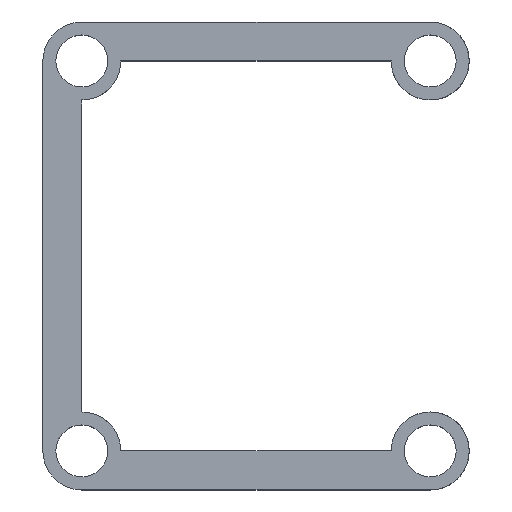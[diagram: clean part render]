
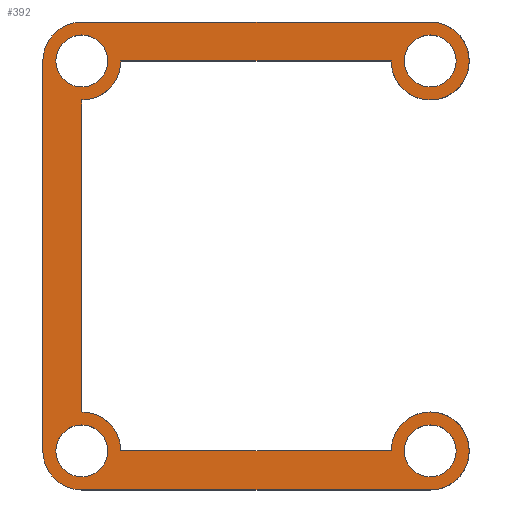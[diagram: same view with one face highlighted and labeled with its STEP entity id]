
A CAD part, top view. The second image highlights one B-rep face of the part: STEP entity #392.
In plain terms, the highlighted planar face has unit normal (0, 0, 1).
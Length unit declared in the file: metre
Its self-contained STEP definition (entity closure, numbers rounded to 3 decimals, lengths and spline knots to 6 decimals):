
#24=PLANE('',#452);
#33=LINE('',#595,#60);
#37=LINE('',#609,#64);
#41=LINE('',#625,#68);
#45=LINE('',#641,#72);
#49=LINE('',#655,#76);
#52=LINE('',#674,#79);
#60=VECTOR('',#471,1.);
#64=VECTOR('',#485,1.);
#68=VECTOR('',#501,1.);
#72=VECTOR('',#517,1.);
#76=VECTOR('',#531,1.);
#79=VECTOR('',#554,1.);
#145=ORIENTED_EDGE('',*,*,#235,.F.);
#146=ORIENTED_EDGE('',*,*,#191,.T.);
#147=ORIENTED_EDGE('',*,*,#195,.F.);
#148=ORIENTED_EDGE('',*,*,#199,.T.);
#149=ORIENTED_EDGE('',*,*,#202,.F.);
#150=ORIENTED_EDGE('',*,*,#206,.T.);
#151=ORIENTED_EDGE('',*,*,#210,.T.);
#152=ORIENTED_EDGE('',*,*,#214,.T.);
#153=ORIENTED_EDGE('',*,*,#218,.T.);
#154=ORIENTED_EDGE('',*,*,#221,.T.);
#155=ORIENTED_EDGE('',*,*,#225,.T.);
#156=ORIENTED_EDGE('',*,*,#228,.T.);
#157=ORIENTED_EDGE('',*,*,#234,.F.);
#158=ORIENTED_EDGE('',*,*,#231,.F.);
#159=ORIENTED_EDGE('',*,*,#229,.F.);
#160=ORIENTED_EDGE('',*,*,#237,.F.);
#191=EDGE_CURVE('',#245,#244,#281,.T.);
#195=EDGE_CURVE('',#247,#244,#33,.T.);
#199=EDGE_CURVE('',#247,#250,#283,.T.);
#202=EDGE_CURVE('',#252,#250,#37,.T.);
#206=EDGE_CURVE('',#252,#256,#285,.T.);
#210=EDGE_CURVE('',#256,#258,#41,.T.);
#214=EDGE_CURVE('',#258,#262,#287,.T.);
#218=EDGE_CURVE('',#262,#264,#45,.T.);
#221=EDGE_CURVE('',#264,#267,#289,.T.);
#225=EDGE_CURVE('',#267,#269,#49,.T.);
#228=EDGE_CURVE('',#269,#271,#291,.T.);
#229=EDGE_CURVE('',#272,#272,#292,.T.);
#231=EDGE_CURVE('',#274,#274,#294,.T.);
#234=EDGE_CURVE('',#245,#271,#52,.T.);
#235=EDGE_CURVE('',#276,#276,#296,.T.);
#237=EDGE_CURVE('',#278,#278,#298,.T.);
#244=VERTEX_POINT('',#586);
#245=VERTEX_POINT('',#588);
#247=VERTEX_POINT('',#594);
#250=VERTEX_POINT('',#602);
#252=VERTEX_POINT('',#608);
#256=VERTEX_POINT('',#617);
#258=VERTEX_POINT('',#624);
#262=VERTEX_POINT('',#633);
#264=VERTEX_POINT('',#640);
#267=VERTEX_POINT('',#647);
#269=VERTEX_POINT('',#654);
#271=VERTEX_POINT('',#660);
#272=VERTEX_POINT('',#664);
#274=VERTEX_POINT('',#669);
#276=VERTEX_POINT('',#677);
#278=VERTEX_POINT('',#682);
#281=CIRCLE('',#412,0.003);
#283=CIRCLE('',#417,0.003);
#285=CIRCLE('',#422,0.003);
#287=CIRCLE('',#428,0.003);
#289=CIRCLE('',#433,0.003);
#291=CIRCLE('',#438,0.003);
#292=CIRCLE('',#440,0.002);
#294=CIRCLE('',#443,0.002);
#296=CIRCLE('',#447,0.002);
#298=CIRCLE('',#450,0.002);
#320=EDGE_LOOP('',(#145));
#321=EDGE_LOOP('',(#146,#147,#148,#149,#150,#151,#152,#153,#154,#155,#156,
#157));
#322=EDGE_LOOP('',(#158));
#323=EDGE_LOOP('',(#159));
#324=EDGE_LOOP('',(#160));
#353=FACE_BOUND('',#320,.T.);
#354=FACE_BOUND('',#321,.T.);
#355=FACE_BOUND('',#322,.T.);
#356=FACE_BOUND('',#323,.T.);
#357=FACE_BOUND('',#324,.T.);
#392=ADVANCED_FACE('',(#353,#354,#355,#356,#357),#24,.T.);
#412=AXIS2_PLACEMENT_3D('',#587,#464,#465);
#417=AXIS2_PLACEMENT_3D('',#603,#479,#480);
#422=AXIS2_PLACEMENT_3D('',#618,#493,#494);
#428=AXIS2_PLACEMENT_3D('',#634,#509,#510);
#433=AXIS2_PLACEMENT_3D('',#648,#523,#524);
#438=AXIS2_PLACEMENT_3D('',#661,#537,#538);
#440=AXIS2_PLACEMENT_3D('',#663,#541,#542);
#443=AXIS2_PLACEMENT_3D('',#668,#547,#548);
#447=AXIS2_PLACEMENT_3D('',#676,#557,#558);
#450=AXIS2_PLACEMENT_3D('',#681,#563,#564);
#452=AXIS2_PLACEMENT_3D('',#685,#567,#568);
#464=DIRECTION('',(0.,0.,1.));
#465=DIRECTION('',(1.,0.,0.));
#471=DIRECTION('',(-1.,0.,0.));
#479=DIRECTION('',(0.,0.,1.));
#480=DIRECTION('',(1.,0.,0.));
#485=DIRECTION('',(1.,0.,0.));
#493=DIRECTION('',(0.,0.,1.));
#494=DIRECTION('',(1.,0.,0.));
#501=DIRECTION('',(0.,1.,0.));
#509=DIRECTION('',(0.,0.,1.));
#510=DIRECTION('',(1.,0.,0.));
#517=DIRECTION('',(1.,0.,0.));
#523=DIRECTION('',(0.,0.,1.));
#524=DIRECTION('',(1.,0.,0.));
#531=DIRECTION('',(-1.,0.,0.));
#537=DIRECTION('',(0.,0.,1.));
#538=DIRECTION('',(1.,0.,0.));
#541=DIRECTION('',(0.,0.,1.));
#542=DIRECTION('',(1.,0.,0.));
#547=DIRECTION('',(0.,0.,1.));
#548=DIRECTION('',(1.,0.,0.));
#554=DIRECTION('',(0.,1.,0.));
#557=DIRECTION('',(0.,0.,1.));
#558=DIRECTION('',(1.,0.,0.));
#563=DIRECTION('',(0.,0.,1.));
#564=DIRECTION('',(1.,0.,0.));
#567=DIRECTION('',(0.,0.,1.));
#568=DIRECTION('',(1.,0.,0.));
#586=CARTESIAN_POINT('',(-0.0144,-0.018,0.0025));
#587=CARTESIAN_POINT('',(-0.0144,-0.015,0.0025));
#588=CARTESIAN_POINT('',(-0.0174,-0.015,0.0025));
#594=CARTESIAN_POINT('',(0.0124,-0.018,0.0025));
#595=CARTESIAN_POINT('',(-0.001,-0.018,0.0025));
#602=CARTESIAN_POINT('',(0.0094,-0.015,0.0025));
#603=CARTESIAN_POINT('',(0.0124,-0.015,0.0025));
#608=CARTESIAN_POINT('',(-0.0114,-0.015,0.0025));
#609=CARTESIAN_POINT('',(-0.001,-0.015,0.0025));
#617=CARTESIAN_POINT('',(-0.0144,-0.012,0.0025));
#618=CARTESIAN_POINT('',(-0.0144,-0.015,0.0025));
#624=CARTESIAN_POINT('',(-0.0144,0.012,0.0025));
#625=CARTESIAN_POINT('',(-0.0144,0.,0.0025));
#633=CARTESIAN_POINT('',(-0.0114,0.015,0.0025));
#634=CARTESIAN_POINT('',(-0.0144,0.015,0.0025));
#640=CARTESIAN_POINT('',(0.0094,0.015,0.0025));
#641=CARTESIAN_POINT('',(-0.001,0.015,0.0025));
#647=CARTESIAN_POINT('',(0.0124,0.018,0.0025));
#648=CARTESIAN_POINT('',(0.0124,0.015,0.0025));
#654=CARTESIAN_POINT('',(-0.0144,0.018,0.0025));
#655=CARTESIAN_POINT('',(-0.001,0.018,0.0025));
#660=CARTESIAN_POINT('',(-0.0174,0.015,0.0025));
#661=CARTESIAN_POINT('',(-0.0144,0.015,0.0025));
#663=CARTESIAN_POINT('',(0.0124,0.015,0.0025));
#664=CARTESIAN_POINT('',(0.0144,0.015,0.0025));
#668=CARTESIAN_POINT('',(-0.0144,0.015,0.0025));
#669=CARTESIAN_POINT('',(-0.0124,0.015,0.0025));
#674=CARTESIAN_POINT('',(-0.0174,0.,0.0025));
#676=CARTESIAN_POINT('',(-0.0144,-0.015,0.0025));
#677=CARTESIAN_POINT('',(-0.0124,-0.015,0.0025));
#681=CARTESIAN_POINT('',(0.0124,-0.015,0.0025));
#682=CARTESIAN_POINT('',(0.0144,-0.015,0.0025));
#685=CARTESIAN_POINT('',(0.,0.,0.0025));
